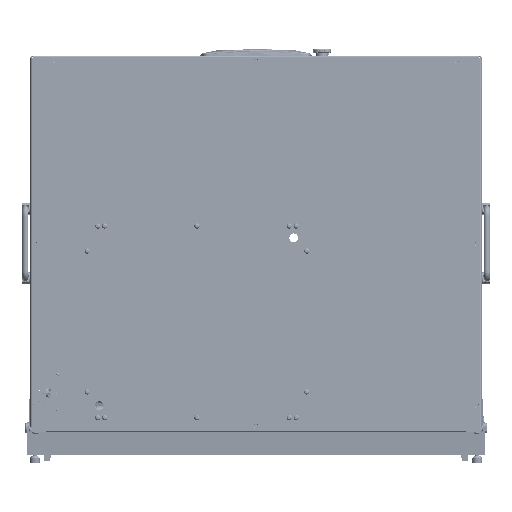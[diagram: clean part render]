
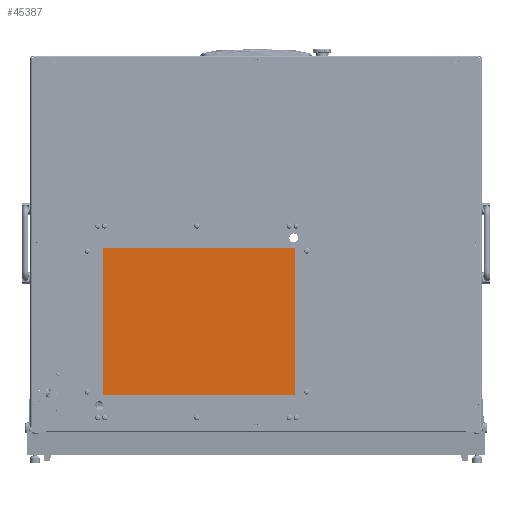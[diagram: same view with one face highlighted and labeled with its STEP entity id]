
A CAD part, front view. The second image highlights one B-rep face of the part: STEP entity #45387.
In plain terms, the highlighted planar face has unit normal (0, -1, 0).
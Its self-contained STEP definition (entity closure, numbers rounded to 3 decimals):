
#6317 = VECTOR ( 'NONE', #88708, 1000. ) ;
#9401 = ORIENTED_EDGE ( 'NONE', *, *, #190362, .T. ) ;
#14410 = LINE ( 'NONE', #49022, #65240 ) ;
#16905 = CARTESIAN_POINT ( 'NONE',  ( -141.75, -4.5, -105.65 ) ) ;
#20858 = LINE ( 'NONE', #152905, #33988 ) ;
#25076 = FACE_OUTER_BOUND ( 'NONE', #209860, .T. ) ;
#33220 = VECTOR ( 'NONE', #241497, 1000. ) ;
#33988 = VECTOR ( 'NONE', #228130, 1000. ) ;
#40884 = ORIENTED_EDGE ( 'NONE', *, *, #228923, .T. ) ;
#45387 = ADVANCED_FACE ( 'NONE', ( #25076 ), #176787, .T. ) ;
#49022 = CARTESIAN_POINT ( 'NONE',  ( 135.25, -4.5, -105.65 ) ) ;
#53929 = LINE ( 'NONE', #16905, #33220 ) ;
#60658 = EDGE_CURVE ( 'NONE', #86409, #101256, #20858, .T. ) ;
#61151 = CARTESIAN_POINT ( 'NONE',  ( -141.75, -4.5, 105.65 ) ) ;
#65240 = VECTOR ( 'NONE', #123091, 1000. ) ;
#86409 = VERTEX_POINT ( 'NONE', #194382 ) ;
#88708 = DIRECTION ( 'NONE',  ( -1., 0., 0. ) ) ;
#101256 = VERTEX_POINT ( 'NONE', #112368 ) ;
#105180 = EDGE_CURVE ( 'NONE', #191783, #105957, #239204, .T. ) ;
#105957 = VERTEX_POINT ( 'NONE', #61151 ) ;
#112368 = CARTESIAN_POINT ( 'NONE',  ( 135.25, -4.5, -105.65 ) ) ;
#122857 = AXIS2_PLACEMENT_3D ( 'NONE', #215029, #194135, #199011 ) ;
#123091 = DIRECTION ( 'NONE',  ( 0., 0., 1. ) ) ;
#152905 = CARTESIAN_POINT ( 'NONE',  ( 135.25, -4.5, -105.65 ) ) ;
#161524 = CARTESIAN_POINT ( 'NONE',  ( 135.25, -4.5, 105.65 ) ) ;
#176787 = PLANE ( 'NONE',  #122857 ) ;
#187131 = ORIENTED_EDGE ( 'NONE', *, *, #105180, .T. ) ;
#190362 = EDGE_CURVE ( 'NONE', #105957, #86409, #53929, .T. ) ;
#191783 = VERTEX_POINT ( 'NONE', #217523 ) ;
#194135 = DIRECTION ( 'NONE',  ( 0., -1., 0. ) ) ;
#194382 = CARTESIAN_POINT ( 'NONE',  ( -141.75, -4.5, -105.65 ) ) ;
#199011 = DIRECTION ( 'NONE',  ( 0., 0., -1. ) ) ;
#209860 = EDGE_LOOP ( 'NONE', ( #40884, #187131, #9401, #218950 ) ) ;
#215029 = CARTESIAN_POINT ( 'NONE',  ( 135.25, -4.5, 105.65 ) ) ;
#217523 = CARTESIAN_POINT ( 'NONE',  ( 135.25, -4.5, 105.65 ) ) ;
#218950 = ORIENTED_EDGE ( 'NONE', *, *, #60658, .T. ) ;
#228130 = DIRECTION ( 'NONE',  ( 1., 0., 0. ) ) ;
#228923 = EDGE_CURVE ( 'NONE', #101256, #191783, #14410, .T. ) ;
#239204 = LINE ( 'NONE', #161524, #6317 ) ;
#241497 = DIRECTION ( 'NONE',  ( 0., 0., -1. ) ) ;
